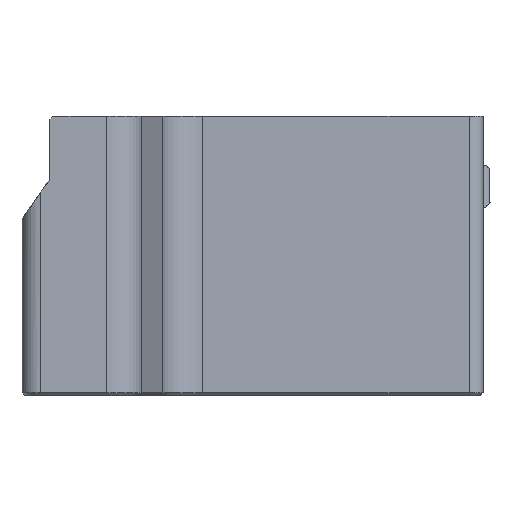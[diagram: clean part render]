
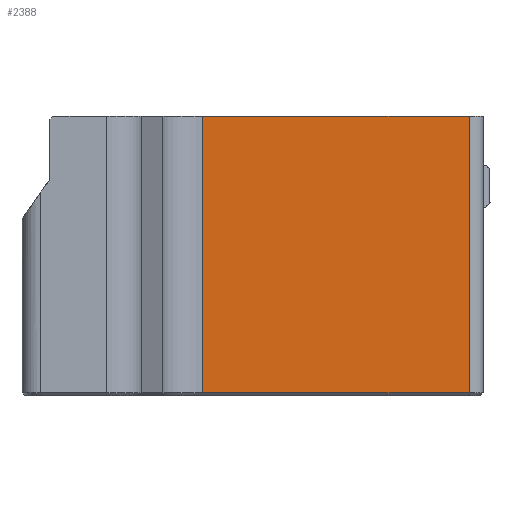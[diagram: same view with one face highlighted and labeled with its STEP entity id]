
A CAD part, left-side view. The second image highlights one B-rep face of the part: STEP entity #2388.
In plain terms, the highlighted planar face has unit normal (-1, 0, 0).
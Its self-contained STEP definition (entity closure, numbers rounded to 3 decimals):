
#184=FACE_OUTER_BOUND('',#317,.T.);
#317=EDGE_LOOP('',(#2006,#2007,#2008,#2009));
#555=LINE('',#3694,#809);
#618=LINE('',#3899,#872);
#631=LINE('',#3932,#885);
#632=LINE('',#3933,#886);
#809=VECTOR('',#2984,10.);
#872=VECTOR('',#3181,1.);
#885=VECTOR('',#3216,10.);
#886=VECTOR('',#3217,1.);
#1053=VERTEX_POINT('',#3685);
#1055=VERTEX_POINT('',#3692);
#1130=VERTEX_POINT('',#3897);
#1139=VERTEX_POINT('',#3931);
#1335=EDGE_CURVE('',#1055,#1053,#555,.T.);
#1435=EDGE_CURVE('',#1055,#1130,#618,.T.);
#1451=EDGE_CURVE('',#1139,#1130,#631,.T.);
#1452=EDGE_CURVE('',#1053,#1139,#632,.T.);
#2006=ORIENTED_EDGE('',*,*,#1335,.F.);
#2007=ORIENTED_EDGE('',*,*,#1435,.T.);
#2008=ORIENTED_EDGE('',*,*,#1451,.F.);
#2009=ORIENTED_EDGE('',*,*,#1452,.F.);
#2271=PLANE('',#2613);
#2388=ADVANCED_FACE('',(#184),#2271,.T.);
#2613=AXIS2_PLACEMENT_3D('',#3930,#3214,#3215);
#2984=DIRECTION('',(0.,1.,0.));
#3181=DIRECTION('',(0.,0.,1.));
#3214=DIRECTION('center_axis',(-1.,0.,0.));
#3215=DIRECTION('ref_axis',(0.,1.,0.));
#3216=DIRECTION('',(0.,-1.,0.));
#3217=DIRECTION('',(0.,0.,1.));
#3685=CARTESIAN_POINT('',(-187.4,-53.398,24.));
#3692=CARTESIAN_POINT('',(-187.4,-91.5,24.));
#3694=CARTESIAN_POINT('',(-187.4,-92.5,24.));
#3897=CARTESIAN_POINT('',(-187.4,-91.5,63.6));
#3899=CARTESIAN_POINT('',(-187.4,-91.5,42.6));
#3930=CARTESIAN_POINT('Origin',(-187.4,-91.5,42.6));
#3931=CARTESIAN_POINT('',(-187.4,-53.398,63.6));
#3932=CARTESIAN_POINT('',(-187.4,-76.25,63.6));
#3933=CARTESIAN_POINT('',(-187.4,-53.398,22.6));
